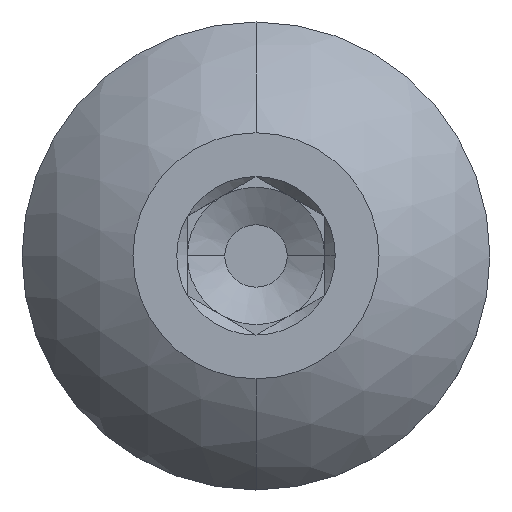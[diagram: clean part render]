
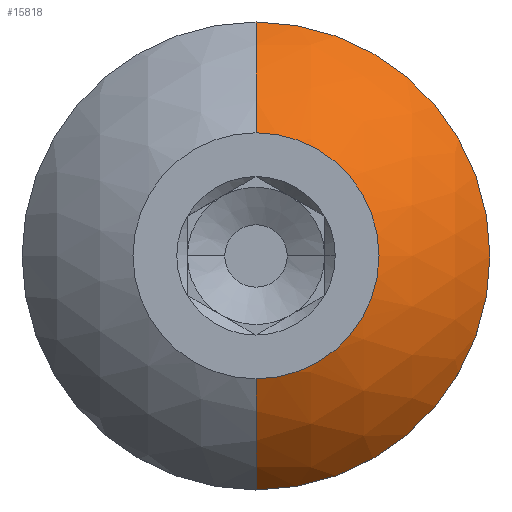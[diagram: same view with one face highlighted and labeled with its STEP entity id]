
A CAD part, top view. The second image highlights one B-rep face of the part: STEP entity #15818.
In plain terms, the highlighted spherical face has radius 3.255 mm.
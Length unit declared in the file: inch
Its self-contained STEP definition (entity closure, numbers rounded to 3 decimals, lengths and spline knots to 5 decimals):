
#388 = AXIS2_PLACEMENT_3D ( 'NONE', #3551, #3607, #12326 ) ;
#394 = EDGE_CURVE ( 'NONE', #9720, #9248, #14742, .T. ) ;
#453 = DIRECTION ( 'NONE',  ( 0., 0., 1. ) ) ;
#851 = VERTEX_POINT ( 'NONE', #3081 ) ;
#859 = DIRECTION ( 'NONE',  ( 0., 1., 0. ) ) ;
#1077 = EDGE_CURVE ( 'NONE', #15739, #9720, #14137, .T. ) ;
#2329 = SPHERICAL_SURFACE ( 'NONE', #388, 0.12814 ) ;
#3081 = CARTESIAN_POINT ( 'NONE',  ( 0.1065, 0., 0.015 ) ) ;
#3551 = CARTESIAN_POINT ( 'NONE',  ( 0., 0., -0.05625 ) ) ;
#3607 = DIRECTION ( 'NONE',  ( 1., 0., 0. ) ) ;
#3860 = CARTESIAN_POINT ( 'NONE',  ( 0., 0., 0.015 ) ) ;
#3962 = CARTESIAN_POINT ( 'NONE',  ( 0., 0., 0.015 ) ) ;
#4342 = AXIS2_PLACEMENT_3D ( 'NONE', #12502, #5006, #13753 ) ;
#5006 = DIRECTION ( 'NONE',  ( 0., 0., -1. ) ) ;
#5084 = DIRECTION ( 'NONE',  ( 0., 1., 0. ) ) ;
#5160 = ORIENTED_EDGE ( 'NONE', *, *, #7807, .F. ) ;
#5198 = DIRECTION ( 'NONE',  ( 0., 1., 0. ) ) ;
#5706 = CIRCLE ( 'NONE', #15388, 0.1065 ) ;
#6066 = CARTESIAN_POINT ( 'NONE',  ( 0., -0.056, 0.059 ) ) ;
#6120 = ORIENTED_EDGE ( 'NONE', *, *, #394, .T. ) ;
#6294 = CARTESIAN_POINT ( 'NONE',  ( 0., -0.1065, 0.015 ) ) ;
#6669 = AXIS2_PLACEMENT_3D ( 'NONE', #15447, #7926, #453 ) ;
#6918 = ORIENTED_EDGE ( 'NONE', *, *, #7708, .F. ) ;
#7519 = CARTESIAN_POINT ( 'NONE',  ( 0., 0.1065, 0.015 ) ) ;
#7708 = EDGE_CURVE ( 'NONE', #851, #9248, #5706, .T. ) ;
#7807 = EDGE_CURVE ( 'NONE', #15739, #14327, #7862, .T. ) ;
#7862 = CIRCLE ( 'NONE', #6669, 0.12814 ) ;
#7926 = DIRECTION ( 'NONE',  ( -1., 0., 0. ) ) ;
#8007 = AXIS2_PLACEMENT_3D ( 'NONE', #3860, #12581, #5084 ) ;
#8316 = DIRECTION ( 'NONE',  ( 1., 0., 0. ) ) ;
#8363 = CARTESIAN_POINT ( 'NONE',  ( 0., 0.056, 0.059 ) ) ;
#8548 = FACE_OUTER_BOUND ( 'NONE', #15182, .T. ) ;
#9248 = VERTEX_POINT ( 'NONE', #6294 ) ;
#9720 = VERTEX_POINT ( 'NONE', #6066 ) ;
#11046 = ORIENTED_EDGE ( 'NONE', *, *, #15048, .F. ) ;
#12326 = DIRECTION ( 'NONE',  ( 0., 1., 0. ) ) ;
#12453 = AXIS2_PLACEMENT_3D ( 'NONE', #15848, #8316, #859 ) ;
#12502 = CARTESIAN_POINT ( 'NONE',  ( 0., 0., 0.059 ) ) ;
#12581 = DIRECTION ( 'NONE',  ( 0., 0., -1. ) ) ;
#12691 = DIRECTION ( 'NONE',  ( 0., 0., -1. ) ) ;
#13277 = CIRCLE ( 'NONE', #8007, 0.1065 ) ;
#13753 = DIRECTION ( 'NONE',  ( 0., 1., 0. ) ) ;
#14137 = CIRCLE ( 'NONE', #4342, 0.056 ) ;
#14166 = ORIENTED_EDGE ( 'NONE', *, *, #1077, .T. ) ;
#14327 = VERTEX_POINT ( 'NONE', #7519 ) ;
#14742 = CIRCLE ( 'NONE', #12453, 0.12814 ) ;
#15048 = EDGE_CURVE ( 'NONE', #14327, #851, #13277, .T. ) ;
#15182 = EDGE_LOOP ( 'NONE', ( #14166, #6120, #6918, #11046, #5160 ) ) ;
#15388 = AXIS2_PLACEMENT_3D ( 'NONE', #3962, #12691, #5198 ) ;
#15447 = CARTESIAN_POINT ( 'NONE',  ( 0., 0., -0.05625 ) ) ;
#15739 = VERTEX_POINT ( 'NONE', #8363 ) ;
#15818 = ADVANCED_FACE ( 'NONE', ( #8548 ), #2329, .T. ) ;
#15848 = CARTESIAN_POINT ( 'NONE',  ( 0., 0., -0.05625 ) ) ;
